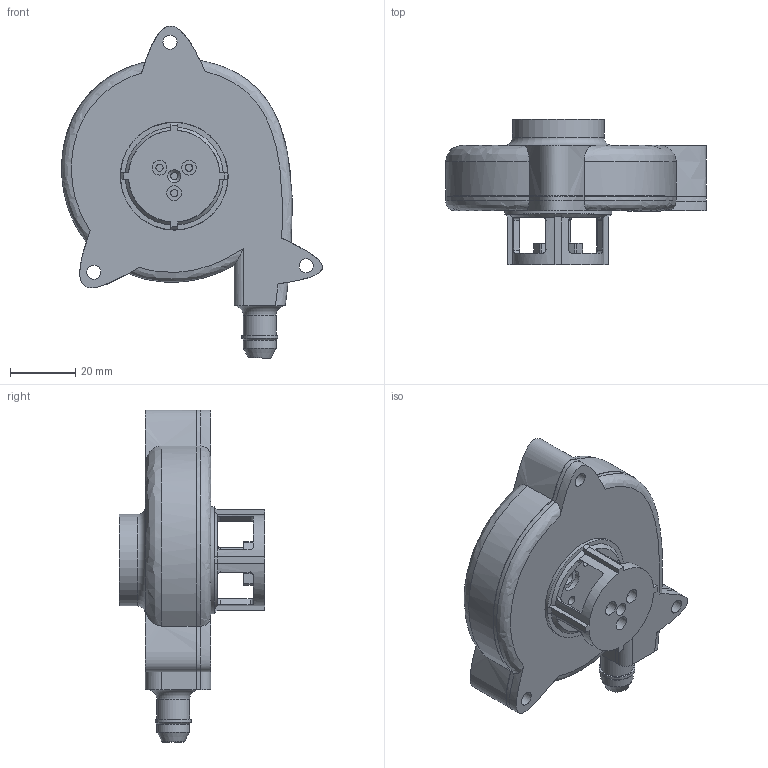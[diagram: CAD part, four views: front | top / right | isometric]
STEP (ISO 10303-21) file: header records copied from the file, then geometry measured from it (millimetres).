
FILE_DESCRIPTION(/* description */ (''),/* implementation_level */ '2;1');
FILE_NAME(/* name */ 'Blower V14.step',/* time_stamp */ '2020-04-06T02:24:14+02:00',/* author */ (''),/* organization */ (''),/* preprocessor_version */ 'ST-DEVELOPER v18',/* originating_system */ 'Autodesk Translation Framework v8.12.0.6',/* authorisation */ '');
FILE_SCHEMA (('AUTOMOTIVE_DESIGN { 1 0 10303 214 3 1 1 }'));
Length unit declared in the file: millimetre
Products named in the file (5): Blower V14; Powerhose Fit; Propeller; Casing Top; Casing Bottom
Assembly tree (4 placements, depth 2):
  Blower V14
    Powerhose Fit
    Propeller
    Casing Top
    Casing Bottom
Bounding box: 79.76 x 44.5 x 101.53 mm (x, y, z)
Volume: 56459.8 mm3; surface area: 49639.3 mm2
Topology: 5 solids, 5 shells, 345 faces, 1004 edges, 667 vertices
Faces by surface type: bspline 113, plane 110, cylinder 108, cone 9, torus 5
Full cylindrical faces by diameter (mm): 2.2 x4, 2.8 x3, 4 x1, 4.3 x8, 4.4 x3, 4.5 x3, 6 x1, 6.5 x1, 10 x2, 11 x1, 24 x2, 28 x1, 32.8 x1, 33 x1, 36 x1, 38 x1, 44 x1, 46 x1, 52 x1, 54 x1, 56.5 x1
Entity records: 22366 total; most frequent: CARTESIAN_POINT 13724, ORIENTED_EDGE 2006, DIRECTION 1460, EDGE_CURVE 1003, VERTEX_POINT 667, AXIS2_PLACEMENT_3D 535, EDGE_LOOP 418, LINE 390
